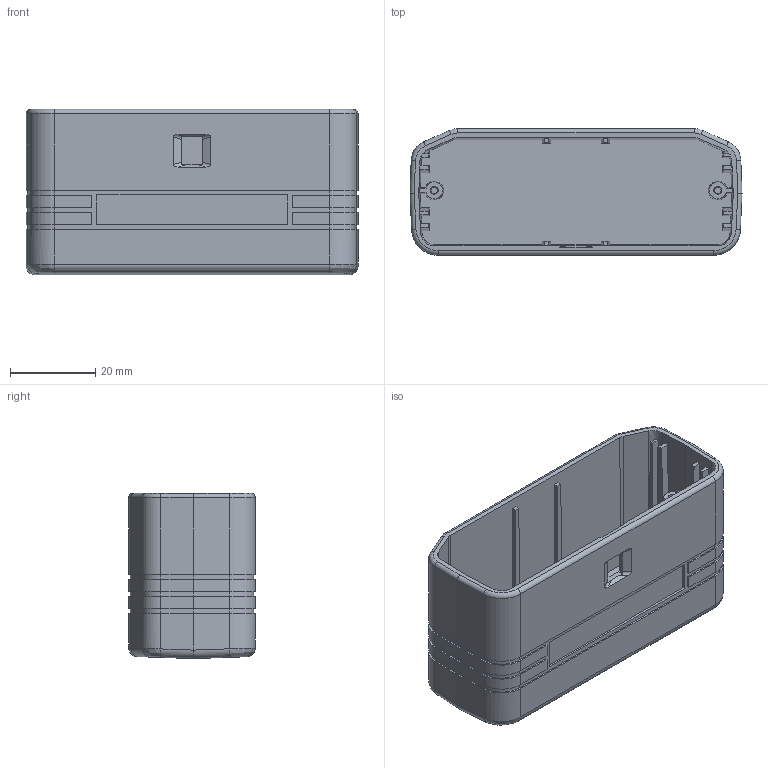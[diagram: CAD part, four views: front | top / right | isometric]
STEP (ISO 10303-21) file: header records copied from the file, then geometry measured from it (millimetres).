
FILE_DESCRIPTION((''),'2;1');
FILE_NAME('','2024-11-10T',(''),(''),'PRO/ENGINEER BY PARAMETRIC TECHNOLOGY CORPORATION, 2003250','PRO/ENGINEER BY PARAMETRIC TECHNOLOGY CORPORATION, 2003250','');
FILE_SCHEMA(('CONFIG_CONTROL_DESIGN'));
Length unit declared in the file: millimetre
Bounding box: 77.77 x 29.6 x 38.7 mm (x, y, z)
Volume: 21108.7 mm3; surface area: 20852.7 mm2
Topology: 1 solids, 1 shells, 354 faces, 832 edges, 483 vertices
Faces by surface type: plane 232, cylinder 62, cone 48, torus 6, bspline 6
Entity records: 10119 total; most frequent: CARTESIAN_POINT 2088, ORIENTED_EDGE 1664, DIRECTION 1619, EDGE_CURVE 832, VECTOR 651, LINE 651, AXIS2_PLACEMENT_3D 484, VERTEX_POINT 483
